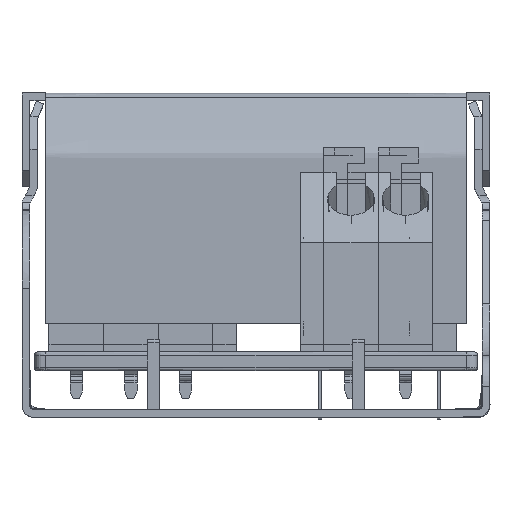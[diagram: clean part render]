
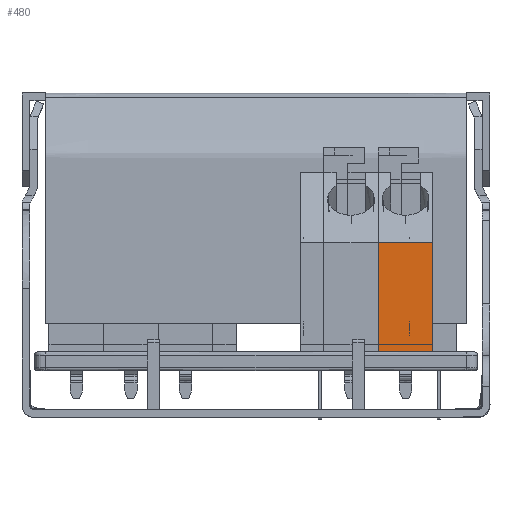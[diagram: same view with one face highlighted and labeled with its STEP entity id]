
A CAD part, left-side view. The second image highlights one B-rep face of the part: STEP entity #480.
In plain terms, the highlighted planar face has unit normal (-1, 0, 0).
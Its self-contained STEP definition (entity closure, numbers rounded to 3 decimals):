
#480=ADVANCED_FACE('',(#1183),#11199,.T.);
#1183=FACE_OUTER_BOUND('',#1911,.T.);
#1911=EDGE_LOOP('',(#3951,#3952,#3953,#3954));
#3951=ORIENTED_EDGE('',*,*,#6781,.T.);
#3952=ORIENTED_EDGE('',*,*,#6708,.F.);
#3953=ORIENTED_EDGE('',*,*,#6777,.F.);
#3954=ORIENTED_EDGE('',*,*,#6504,.F.);
#6504=EDGE_CURVE('',#9976,#9975,#8584,.T.);
#6708=EDGE_CURVE('',#10109,#10110,#8755,.T.);
#6777=EDGE_CURVE('',#9975,#10109,#8824,.T.);
#6781=EDGE_CURVE('',#9976,#10110,#8828,.T.);
#8584=B_SPLINE_CURVE_WITH_KNOTS('',1,(#16135,#16136),.UNSPECIFIED.,.F.,
 .F.,(2,2),(-7.,0.),.UNSPECIFIED.);
#8755=B_SPLINE_CURVE_WITH_KNOTS('',1,(#16687,#16688),.UNSPECIFIED.,.F.,
 .F.,(2,2),(0.,7.),.UNSPECIFIED.);
#8824=B_SPLINE_CURVE_WITH_KNOTS('',1,(#16825,#16826),.UNSPECIFIED.,.F.,
 .F.,(2,2),(0.,3.5),.UNSPECIFIED.);
#8828=B_SPLINE_CURVE_WITH_KNOTS('',1,(#16833,#16834),.UNSPECIFIED.,.F.,
 .F.,(2,2),(0.,3.5),.UNSPECIFIED.);
#9975=VERTEX_POINT('',#15891);
#9976=VERTEX_POINT('',#15892);
#10109=VERTEX_POINT('',#16025);
#10110=VERTEX_POINT('',#16026);
#11199=PLANE('',#11710);
#11710=AXIS2_PLACEMENT_3D('',#15608,#12204,$);
#12204=DIRECTION('',(-1.,0.,0.));
#15608=CARTESIAN_POINT('',(-126.1,-7.478,-16.812));
#15891=CARTESIAN_POINT('',(-126.1,-7.84,-9.1));
#15892=CARTESIAN_POINT('',(-126.1,-7.84,-16.1));
#16025=CARTESIAN_POINT('',(-126.1,-11.34,-9.1));
#16026=CARTESIAN_POINT('',(-126.1,-11.34,-16.1));
#16135=CARTESIAN_POINT('',(-126.1,-7.84,-16.1));
#16136=CARTESIAN_POINT('',(-126.1,-7.84,-9.1));
#16687=CARTESIAN_POINT('',(-126.1,-11.34,-9.1));
#16688=CARTESIAN_POINT('',(-126.1,-11.34,-16.1));
#16825=CARTESIAN_POINT('',(-126.1,-7.84,-9.1));
#16826=CARTESIAN_POINT('',(-126.1,-11.34,-9.1));
#16833=CARTESIAN_POINT('',(-126.1,-7.84,-16.1));
#16834=CARTESIAN_POINT('',(-126.1,-11.34,-16.1));
